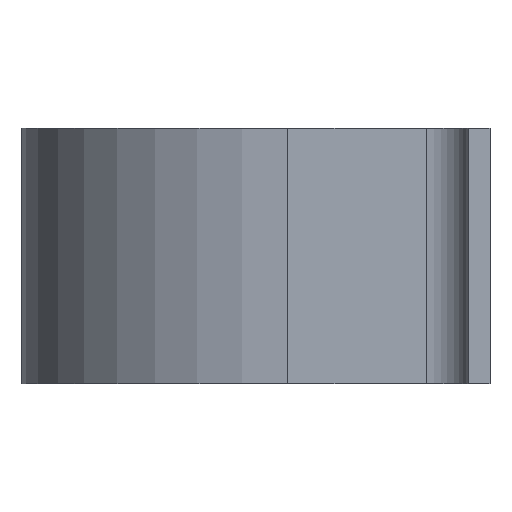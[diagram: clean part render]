
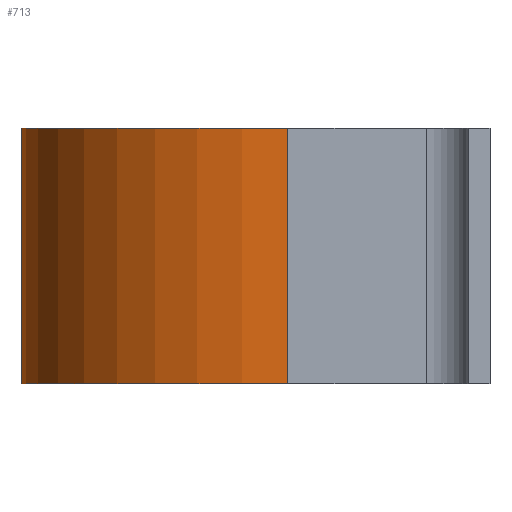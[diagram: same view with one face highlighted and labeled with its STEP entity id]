
A CAD part, left-side view. The second image highlights one B-rep face of the part: STEP entity #713.
In plain terms, the highlighted cylindrical face has radius 12.5 mm (diameter 25 mm), a partial arc.
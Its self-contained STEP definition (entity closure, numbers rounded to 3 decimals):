
#50 = DIRECTION ( 'NONE',  ( -1., 0., 0. ) ) ;
#54 = CARTESIAN_POINT ( 'NONE',  ( 0., 9.5, -6. ) ) ;
#56 = VECTOR ( 'NONE', #59, 1000. ) ;
#59 = DIRECTION ( 'NONE',  ( 0., 0., -1. ) ) ;
#79 = DIRECTION ( 'NONE',  ( 0., 0., -1. ) ) ;
#140 = VERTEX_POINT ( 'NONE', #238 ) ;
#219 = EDGE_LOOP ( 'NONE', ( #857, #474, #323, #269 ) ) ;
#232 = FACE_OUTER_BOUND ( 'NONE', #219, .T. ) ;
#238 = CARTESIAN_POINT ( 'NONE',  ( 12.5, 9.5, -6. ) ) ;
#269 = ORIENTED_EDGE ( 'NONE', *, *, #424, .T. ) ;
#319 = VECTOR ( 'NONE', #79, 1000. ) ;
#323 = ORIENTED_EDGE ( 'NONE', *, *, #456, .T. ) ;
#395 = CYLINDRICAL_SURFACE ( 'NONE', #484, 12.5 ) ;
#424 = EDGE_CURVE ( 'NONE', #660, #140, #462, .T. ) ;
#436 = EDGE_CURVE ( 'NONE', #978, #140, #803, .T. ) ;
#449 = AXIS2_PLACEMENT_3D ( 'NONE', #54, #505, #504 ) ;
#456 = EDGE_CURVE ( 'NONE', #642, #660, #804, .T. ) ;
#462 = LINE ( 'NONE', #984, #56 ) ;
#474 = ORIENTED_EDGE ( 'NONE', *, *, #1065, .F. ) ;
#484 = AXIS2_PLACEMENT_3D ( 'NONE', #651, #1041, #50 ) ;
#504 = DIRECTION ( 'NONE',  ( 1., 0., 0. ) ) ;
#505 = DIRECTION ( 'NONE',  ( 0., 0., -1. ) ) ;
#518 = CARTESIAN_POINT ( 'NONE',  ( -12.5, 9.5, -6. ) ) ;
#620 = AXIS2_PLACEMENT_3D ( 'NONE', #1002, #934, #937 ) ;
#642 = VERTEX_POINT ( 'NONE', #1068 ) ;
#651 = CARTESIAN_POINT ( 'NONE',  ( 0., 9.5, 6. ) ) ;
#660 = VERTEX_POINT ( 'NONE', #775 ) ;
#713 = ADVANCED_FACE ( 'NONE', ( #232 ), #395, .T. ) ;
#775 = CARTESIAN_POINT ( 'NONE',  ( 12.5, 9.5, 6. ) ) ;
#779 = CARTESIAN_POINT ( 'NONE',  ( -12.5, 9.5, 6. ) ) ;
#793 = LINE ( 'NONE', #779, #319 ) ;
#803 = CIRCLE ( 'NONE', #449, 12.5 ) ;
#804 = CIRCLE ( 'NONE', #620, 12.5 ) ;
#857 = ORIENTED_EDGE ( 'NONE', *, *, #436, .F. ) ;
#934 = DIRECTION ( 'NONE',  ( 0., 0., -1. ) ) ;
#937 = DIRECTION ( 'NONE',  ( 1., 0., 0. ) ) ;
#978 = VERTEX_POINT ( 'NONE', #518 ) ;
#984 = CARTESIAN_POINT ( 'NONE',  ( 12.5, 9.5, 6. ) ) ;
#1002 = CARTESIAN_POINT ( 'NONE',  ( 0., 9.5, 6. ) ) ;
#1041 = DIRECTION ( 'NONE',  ( 0., 0., -1. ) ) ;
#1065 = EDGE_CURVE ( 'NONE', #642, #978, #793, .T. ) ;
#1068 = CARTESIAN_POINT ( 'NONE',  ( -12.5, 9.5, 6. ) ) ;
